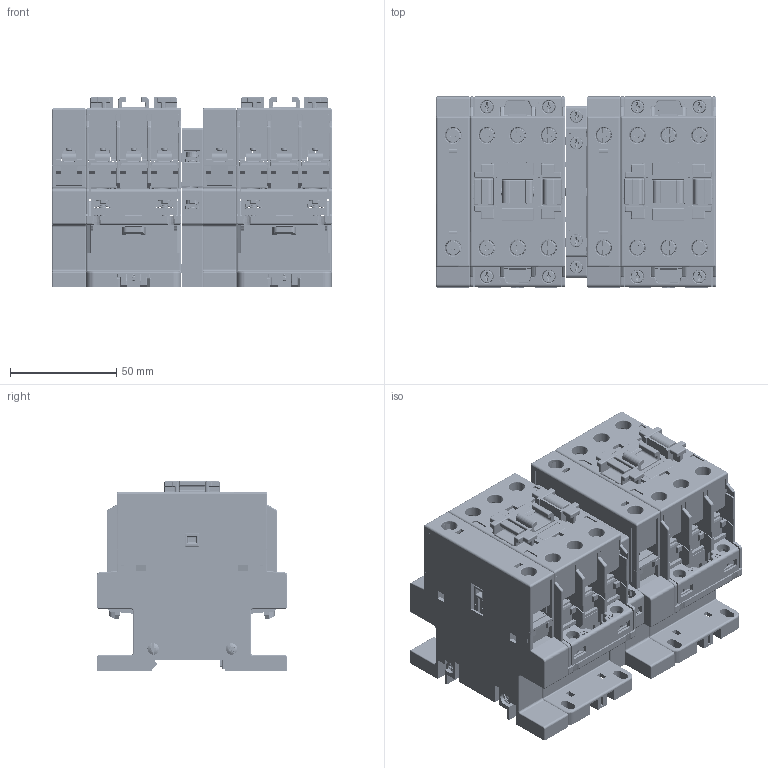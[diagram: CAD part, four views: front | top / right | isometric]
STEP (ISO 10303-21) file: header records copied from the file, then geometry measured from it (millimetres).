
FILE_DESCRIPTION(/* description */ (''),/* implementation_level */ '2;1');
FILE_NAME(/* name */ 'BFC38T4A230_CATALOG.stp',/* time_stamp */ '2020-07-24T07:57:23+02:00',/* author */ (''),/* organization */ (''),/* preprocessor_version */ 'ST-DEVELOPER v16',/* originating_system */ 'SIEMENS PLM Software NX 10.0',/* authorisation */ '');
FILE_SCHEMA (('AP203_CONFIGURATION_CONTROLLED_3D_DESIGN_OF_MECHANICAL_PARTS_AND_ASSEMBLIES_MIM_LF { 1 0 10303 403 2 1 2}'));
Products named in the file (1): BFC38T4A230_CATALOG
Bounding box: 132 x 90 x 89.8 mm (x, y, z)
Surface area: 206461.8 mm2 (no closed solid volume)
Topology: 0 solids, 369 shells, 5396 faces, 24803 edges, 19081 vertices
Faces by surface type: plane 2993, cylinder 1776, torus 249, bspline 189, cone 109, sphere 80
Full cylindrical faces by diameter (mm): 2 x2, 2.3 x2, 2.4 x10, 2.8 x4, 2.85 x8, 3 x16, 3.04 x4, 3.48 x8, 3.5 x4, 4 x3, 4.2 x4, 5.4 x2, 6.2 x8, 7.5 x16
Entity records: 259753 total; most frequent: CARTESIAN_POINT 64398, DIRECTION 39953, ORIENTED_EDGE 35170, EDGE_CURVE 24428, VERTEX_POINT 19003, LINE 17395, VECTOR 17395, AXIS2_PLACEMENT_3D 11279
